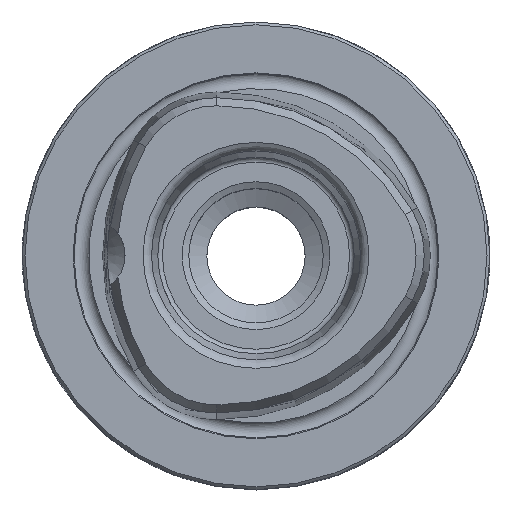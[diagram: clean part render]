
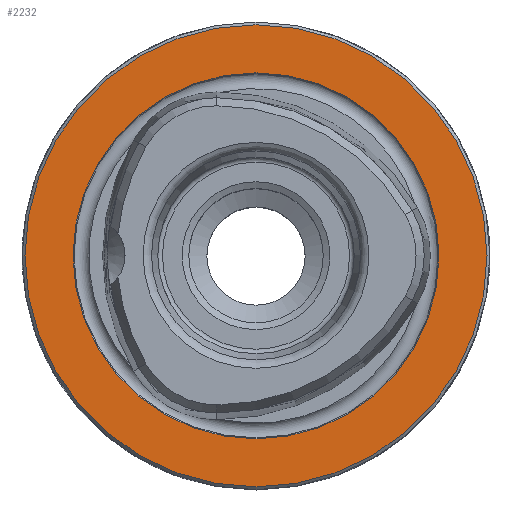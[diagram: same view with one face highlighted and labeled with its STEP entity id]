
A CAD part, top view. The second image highlights one B-rep face of the part: STEP entity #2232.
In plain terms, the highlighted planar face has unit normal (0, 0, 1).
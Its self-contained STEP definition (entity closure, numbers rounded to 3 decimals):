
#188=PLANE('',#2400);
#380=ORIENTED_EDGE('',*,*,#659,.T.);
#381=ORIENTED_EDGE('',*,*,#716,.F.);
#659=EDGE_CURVE('',#845,#845,#980,.T.);
#716=EDGE_CURVE('',#887,#887,#987,.T.);
#845=VERTEX_POINT('',#3107);
#887=VERTEX_POINT('',#3318);
#980=CIRCLE('',#2360,24.7);
#987=CIRCLE('',#2401,19.564);
#1113=EDGE_LOOP('',(#380));
#1114=EDGE_LOOP('',(#381));
#1282=FACE_BOUND('',#1113,.T.);
#1283=FACE_BOUND('',#1114,.T.);
#2232=ADVANCED_FACE('',(#1282,#1283),#188,.T.);
#2360=AXIS2_PLACEMENT_3D('',#3106,#2644,#2645);
#2400=AXIS2_PLACEMENT_3D('',#3316,#2748,#2749);
#2401=AXIS2_PLACEMENT_3D('',#3317,#2750,#2751);
#2644=DIRECTION('',(0.,0.,1.));
#2645=DIRECTION('',(1.,0.,0.));
#2748=DIRECTION('',(0.,0.,1.));
#2749=DIRECTION('',(1.,0.,0.));
#2750=DIRECTION('',(0.,0.,1.));
#2751=DIRECTION('',(1.,0.,0.));
#3106=CARTESIAN_POINT('',(0.,0.,0.));
#3107=CARTESIAN_POINT('',(24.7,0.,0.));
#3316=CARTESIAN_POINT('',(19.4,0.,0.));
#3317=CARTESIAN_POINT('',(0.,0.,0.));
#3318=CARTESIAN_POINT('',(19.564,0.,0.));
